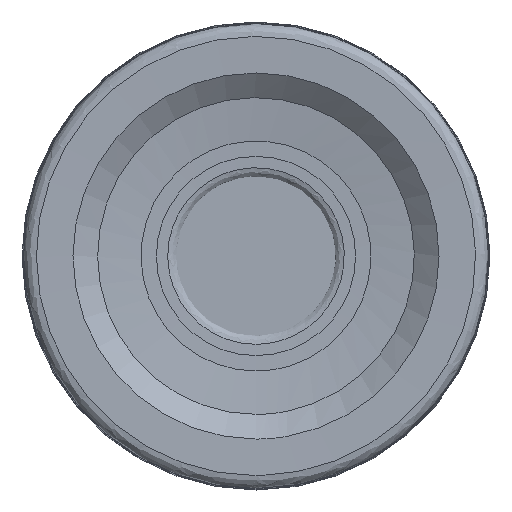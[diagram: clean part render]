
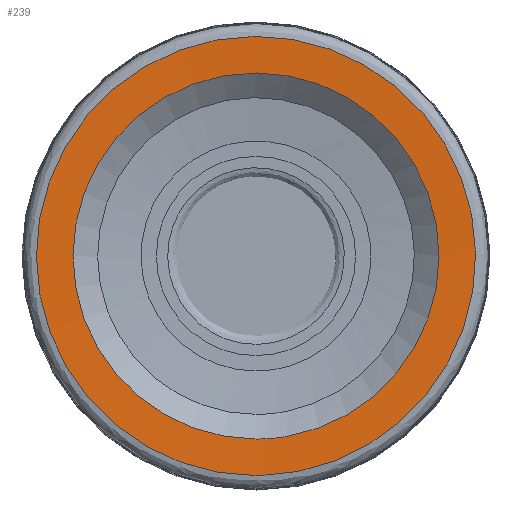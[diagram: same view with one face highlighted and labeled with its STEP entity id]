
A CAD part, left-side view. The second image highlights one B-rep face of the part: STEP entity #239.
In plain terms, the highlighted face is a revolution surface.
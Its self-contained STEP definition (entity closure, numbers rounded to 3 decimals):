
#45=SURFACE_OF_REVOLUTION('',#81,#63);
#63=AXIS1_PLACEMENT('',#782,#664);
#81=B_SPLINE_CURVE_WITH_KNOTS('',3,(#778,#779,#780,#781),.UNSPECIFIED.,
 .F.,.F.,(4,4),(0.,1.),.UNSPECIFIED.);
#239=ADVANCED_FACE('',(#287,#288),#45,.T.);
#287=FACE_BOUND('',#351,.T.);
#288=FACE_BOUND('',#352,.T.);
#351=EDGE_LOOP('',(#415));
#352=EDGE_LOOP('',(#416));
#415=ORIENTED_EDGE('',*,*,#497,.F.);
#416=ORIENTED_EDGE('',*,*,#498,.T.);
#465=VERTEX_POINT('',#775);
#466=VERTEX_POINT('',#777);
#497=EDGE_CURVE('',#465,#465,#529,.T.);
#498=EDGE_CURVE('',#466,#466,#530,.T.);
#529=CIRCLE('',#578,13.226);
#530=CIRCLE('',#579,11.025);
#578=AXIS2_PLACEMENT_3D('',#774,#660,#661);
#579=AXIS2_PLACEMENT_3D('',#776,#662,#663);
#660=DIRECTION('',(1.,0.,0.));
#661=DIRECTION('',(0.,0.,-1.));
#662=DIRECTION('',(1.,0.,0.));
#663=DIRECTION('',(0.,0.,-1.));
#664=DIRECTION('',(1.,0.,0.));
#774=CARTESIAN_POINT('',(0.023,0.,0.));
#775=CARTESIAN_POINT('',(0.023,0.,-13.226));
#776=CARTESIAN_POINT('',(0.083,0.,0.));
#777=CARTESIAN_POINT('',(0.083,0.,-11.025));
#778=CARTESIAN_POINT('',(0.083,-11.008,0.604));
#779=CARTESIAN_POINT('',(0.063,-11.747,0.46));
#780=CARTESIAN_POINT('',(0.043,-12.486,0.316));
#781=CARTESIAN_POINT('',(0.023,-13.225,0.172));
#782=CARTESIAN_POINT('',(0.,0.,0.));
